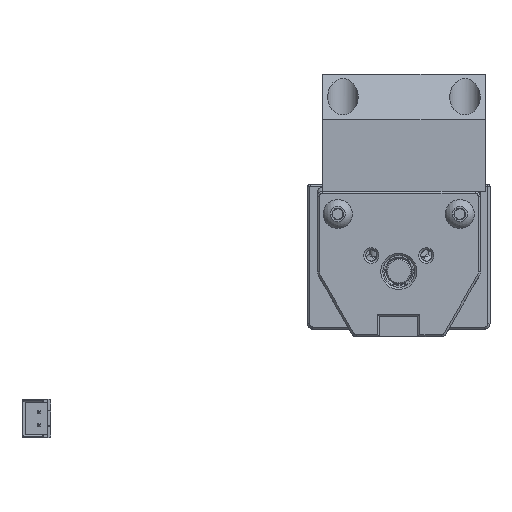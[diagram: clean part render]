
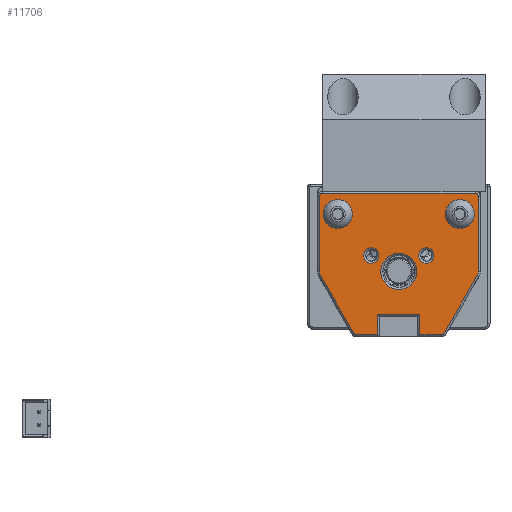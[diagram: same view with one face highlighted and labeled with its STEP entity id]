
A CAD part, top view. The second image highlights one B-rep face of the part: STEP entity #11706.
In plain terms, the highlighted planar face has unit normal (0, 0, 1).
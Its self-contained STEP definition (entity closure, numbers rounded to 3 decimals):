
#657=FACE_BOUND('',#1959,.T.);
#658=FACE_BOUND('',#1960,.T.);
#659=FACE_BOUND('',#1961,.T.);
#660=FACE_BOUND('',#1962,.T.);
#661=FACE_BOUND('',#1963,.T.);
#815=PLANE('',#12643);
#1224=FACE_OUTER_BOUND('',#1958,.T.);
#1958=EDGE_LOOP('',(#8622,#8623,#8624,#8625,#8626,#8627,#8628,#8629,#8630,
#8631,#8632,#8633,#8634,#8635,#8636,#8637));
#1959=EDGE_LOOP('',(#8638));
#1960=EDGE_LOOP('',(#8639));
#1961=EDGE_LOOP('',(#8640));
#1962=EDGE_LOOP('',(#8641));
#1963=EDGE_LOOP('',(#8642));
#2677=CIRCLE('',#12642,3.55);
#2678=CIRCLE('',#12644,0.6);
#2679=CIRCLE('',#12645,1.6);
#2680=CIRCLE('',#12646,0.6);
#2681=CIRCLE('',#12647,0.6);
#2682=CIRCLE('',#12648,1.6);
#2683=CIRCLE('',#12649,0.6);
#2684=CIRCLE('',#12650,1.5);
#2685=CIRCLE('',#12651,1.575);
#2686=CIRCLE('',#12652,1.575);
#2687=CIRCLE('',#12653,1.5);
#3298=LINE('',#19026,#4291);
#3299=LINE('',#19030,#4292);
#3300=LINE('',#19034,#4293);
#3301=LINE('',#19038,#4294);
#3302=LINE('',#19042,#4295);
#3303=LINE('',#19046,#4296);
#3304=LINE('',#19050,#4297);
#3305=LINE('',#19052,#4298);
#3306=LINE('',#19054,#4299);
#3307=LINE('',#19055,#4300);
#4291=VECTOR('',#14448,10.);
#4292=VECTOR('',#14451,10.);
#4293=VECTOR('',#14454,10.);
#4294=VECTOR('',#14457,10.);
#4295=VECTOR('',#14460,10.);
#4296=VECTOR('',#14463,10.);
#4297=VECTOR('',#14466,10.);
#4298=VECTOR('',#14467,10.);
#4299=VECTOR('',#14468,10.);
#4300=VECTOR('',#14469,10.);
#5393=VERTEX_POINT('',#19020);
#5394=VERTEX_POINT('',#19024);
#5395=VERTEX_POINT('',#19025);
#5396=VERTEX_POINT('',#19027);
#5397=VERTEX_POINT('',#19029);
#5398=VERTEX_POINT('',#19031);
#5399=VERTEX_POINT('',#19033);
#5400=VERTEX_POINT('',#19035);
#5401=VERTEX_POINT('',#19037);
#5402=VERTEX_POINT('',#19039);
#5403=VERTEX_POINT('',#19041);
#5404=VERTEX_POINT('',#19043);
#5405=VERTEX_POINT('',#19045);
#5406=VERTEX_POINT('',#19047);
#5407=VERTEX_POINT('',#19049);
#5408=VERTEX_POINT('',#19051);
#5409=VERTEX_POINT('',#19053);
#5410=VERTEX_POINT('',#19056);
#5411=VERTEX_POINT('',#19058);
#5412=VERTEX_POINT('',#19060);
#5413=VERTEX_POINT('',#19062);
#6590=EDGE_CURVE('',#5393,#5393,#2677,.T.);
#6592=EDGE_CURVE('',#5394,#5395,#3298,.T.);
#6593=EDGE_CURVE('',#5396,#5394,#2678,.T.);
#6594=EDGE_CURVE('',#5397,#5396,#3299,.T.);
#6595=EDGE_CURVE('',#5398,#5397,#2679,.T.);
#6596=EDGE_CURVE('',#5399,#5398,#3300,.T.);
#6597=EDGE_CURVE('',#5400,#5399,#2680,.T.);
#6598=EDGE_CURVE('',#5401,#5400,#3301,.T.);
#6599=EDGE_CURVE('',#5402,#5401,#2681,.T.);
#6600=EDGE_CURVE('',#5403,#5402,#3302,.T.);
#6601=EDGE_CURVE('',#5404,#5403,#2682,.T.);
#6602=EDGE_CURVE('',#5405,#5404,#3303,.T.);
#6603=EDGE_CURVE('',#5406,#5405,#2683,.T.);
#6604=EDGE_CURVE('',#5407,#5406,#3304,.T.);
#6605=EDGE_CURVE('',#5408,#5407,#3305,.T.);
#6606=EDGE_CURVE('',#5409,#5408,#3306,.T.);
#6607=EDGE_CURVE('',#5395,#5409,#3307,.T.);
#6608=EDGE_CURVE('',#5410,#5410,#2684,.T.);
#6609=EDGE_CURVE('',#5411,#5411,#2685,.T.);
#6610=EDGE_CURVE('',#5412,#5412,#2686,.T.);
#6611=EDGE_CURVE('',#5413,#5413,#2687,.T.);
#8622=ORIENTED_EDGE('',*,*,#6592,.F.);
#8623=ORIENTED_EDGE('',*,*,#6593,.F.);
#8624=ORIENTED_EDGE('',*,*,#6594,.F.);
#8625=ORIENTED_EDGE('',*,*,#6595,.F.);
#8626=ORIENTED_EDGE('',*,*,#6596,.F.);
#8627=ORIENTED_EDGE('',*,*,#6597,.F.);
#8628=ORIENTED_EDGE('',*,*,#6598,.F.);
#8629=ORIENTED_EDGE('',*,*,#6599,.F.);
#8630=ORIENTED_EDGE('',*,*,#6600,.F.);
#8631=ORIENTED_EDGE('',*,*,#6601,.F.);
#8632=ORIENTED_EDGE('',*,*,#6602,.F.);
#8633=ORIENTED_EDGE('',*,*,#6603,.F.);
#8634=ORIENTED_EDGE('',*,*,#6604,.F.);
#8635=ORIENTED_EDGE('',*,*,#6605,.F.);
#8636=ORIENTED_EDGE('',*,*,#6606,.F.);
#8637=ORIENTED_EDGE('',*,*,#6607,.F.);
#8638=ORIENTED_EDGE('',*,*,#6608,.F.);
#8639=ORIENTED_EDGE('',*,*,#6609,.T.);
#8640=ORIENTED_EDGE('',*,*,#6610,.T.);
#8641=ORIENTED_EDGE('',*,*,#6611,.F.);
#8642=ORIENTED_EDGE('',*,*,#6590,.F.);
#11706=ADVANCED_FACE('',(#1224,#657,#658,#659,#660,#661),#815,.T.);
#12642=AXIS2_PLACEMENT_3D('',#19021,#14443,#14444);
#12643=AXIS2_PLACEMENT_3D('',#19023,#14446,#14447);
#12644=AXIS2_PLACEMENT_3D('',#19028,#14449,#14450);
#12645=AXIS2_PLACEMENT_3D('',#19032,#14452,#14453);
#12646=AXIS2_PLACEMENT_3D('',#19036,#14455,#14456);
#12647=AXIS2_PLACEMENT_3D('',#19040,#14458,#14459);
#12648=AXIS2_PLACEMENT_3D('',#19044,#14461,#14462);
#12649=AXIS2_PLACEMENT_3D('',#19048,#14464,#14465);
#12650=AXIS2_PLACEMENT_3D('',#19057,#14470,#14471);
#12651=AXIS2_PLACEMENT_3D('',#19059,#14472,#14473);
#12652=AXIS2_PLACEMENT_3D('',#19061,#14474,#14475);
#12653=AXIS2_PLACEMENT_3D('',#19063,#14476,#14477);
#14443=DIRECTION('center_axis',(0.,0.,1.));
#14444=DIRECTION('ref_axis',(-0.866,0.5,0.));
#14446=DIRECTION('center_axis',(0.,0.,1.));
#14447=DIRECTION('ref_axis',(1.,0.,0.));
#14448=DIRECTION('',(1.,0.,0.));
#14449=DIRECTION('center_axis',(0.,0.,-1.));
#14450=DIRECTION('ref_axis',(-0.5,0.866,0.));
#14451=DIRECTION('',(0.5,0.866,0.));
#14452=DIRECTION('center_axis',(0.,0.,-1.));
#14453=DIRECTION('ref_axis',(-0.966,0.259,0.));
#14454=DIRECTION('',(0.,1.,0.));
#14455=DIRECTION('center_axis',(0.,0.,-1.));
#14456=DIRECTION('ref_axis',(-0.707,-0.707,0.));
#14457=DIRECTION('',(-1.,0.,0.));
#14458=DIRECTION('center_axis',(0.,0.,-1.));
#14459=DIRECTION('ref_axis',(0.707,-0.707,0.));
#14460=DIRECTION('',(0.,-1.,0.));
#14461=DIRECTION('center_axis',(0.,0.,-1.));
#14462=DIRECTION('ref_axis',(0.966,0.259,0.));
#14463=DIRECTION('',(0.5,-0.866,0.));
#14464=DIRECTION('center_axis',(0.,0.,-1.));
#14465=DIRECTION('ref_axis',(0.5,0.866,0.));
#14466=DIRECTION('',(1.,0.,0.));
#14467=DIRECTION('',(0.,1.,0.));
#14468=DIRECTION('',(1.,0.,0.));
#14469=DIRECTION('',(0.,-1.,0.));
#14470=DIRECTION('center_axis',(0.,0.,1.));
#14471=DIRECTION('ref_axis',(-1.,0.,0.));
#14472=DIRECTION('center_axis',(0.,0.,-1.));
#14473=DIRECTION('ref_axis',(1.,0.,0.));
#14474=DIRECTION('center_axis',(0.,0.,-1.));
#14475=DIRECTION('ref_axis',(1.,0.,0.));
#14476=DIRECTION('center_axis',(0.,0.,1.));
#14477=DIRECTION('ref_axis',(-1.,0.,0.));
#19020=CARTESIAN_POINT('',(3.074,-1.775,3.5));
#19021=CARTESIAN_POINT('Origin',(0.,0.,3.5));
#19023=CARTESIAN_POINT('Origin',(-4.547,-4.325,3.5));
#19024=CARTESIAN_POINT('',(-8.328,12.475,3.5));
#19025=CARTESIAN_POINT('',(-4.15,12.475,3.5));
#19026=CARTESIAN_POINT('',(-6.726,12.475,3.5));
#19027=CARTESIAN_POINT('',(-8.848,12.175,3.5));
#19028=CARTESIAN_POINT('Origin',(-8.328,11.875,3.5));
#19029=CARTESIAN_POINT('',(-15.386,0.851,3.5));
#19030=CARTESIAN_POINT('',(-15.285,1.025,3.5));
#19031=CARTESIAN_POINT('',(-15.6,0.051,3.5));
#19032=CARTESIAN_POINT('Origin',(-14.,0.051,3.5));
#19033=CARTESIAN_POINT('',(-15.6,-14.775,3.5));
#19034=CARTESIAN_POINT('',(-15.6,-10.05,3.5));
#19035=CARTESIAN_POINT('',(-15.,-15.375,3.5));
#19036=CARTESIAN_POINT('Origin',(-15.,-14.775,3.5));
#19037=CARTESIAN_POINT('',(15.,-15.375,3.5));
#19038=CARTESIAN_POINT('',(5.727,-15.375,3.5));
#19039=CARTESIAN_POINT('',(15.6,-14.775,3.5));
#19040=CARTESIAN_POINT('Origin',(15.,-14.775,3.5));
#19041=CARTESIAN_POINT('',(15.6,0.051,3.5));
#19042=CARTESIAN_POINT('',(15.6,-4.55,3.5));
#19043=CARTESIAN_POINT('',(15.386,0.851,3.5));
#19044=CARTESIAN_POINT('Origin',(14.,0.051,3.5));
#19045=CARTESIAN_POINT('',(8.848,12.175,3.5));
#19046=CARTESIAN_POINT('',(10.602,9.137,3.5));
#19047=CARTESIAN_POINT('',(8.328,12.475,3.5));
#19048=CARTESIAN_POINT('Origin',(8.328,11.875,3.5));
#19049=CARTESIAN_POINT('',(4.15,12.475,3.5));
#19050=CARTESIAN_POINT('',(-6.726,12.475,3.5));
#19051=CARTESIAN_POINT('',(4.15,8.4,3.5));
#19052=CARTESIAN_POINT('',(4.15,3.087,3.5));
#19053=CARTESIAN_POINT('',(-4.15,8.4,3.5));
#19054=CARTESIAN_POINT('',(-2.273,8.4,3.5));
#19055=CARTESIAN_POINT('',(-4.15,3.088,3.5));
#19056=CARTESIAN_POINT('',(-3.913,-3.125,3.5));
#19057=CARTESIAN_POINT('Origin',(-5.413,-3.125,3.5));
#19058=CARTESIAN_POINT('',(-13.575,-11.275,3.5));
#19059=CARTESIAN_POINT('Origin',(-12.,-11.275,3.5));
#19060=CARTESIAN_POINT('',(10.425,-11.275,3.5));
#19061=CARTESIAN_POINT('Origin',(12.,-11.275,3.5));
#19062=CARTESIAN_POINT('',(6.913,-3.125,3.5));
#19063=CARTESIAN_POINT('Origin',(5.413,-3.125,3.5));
